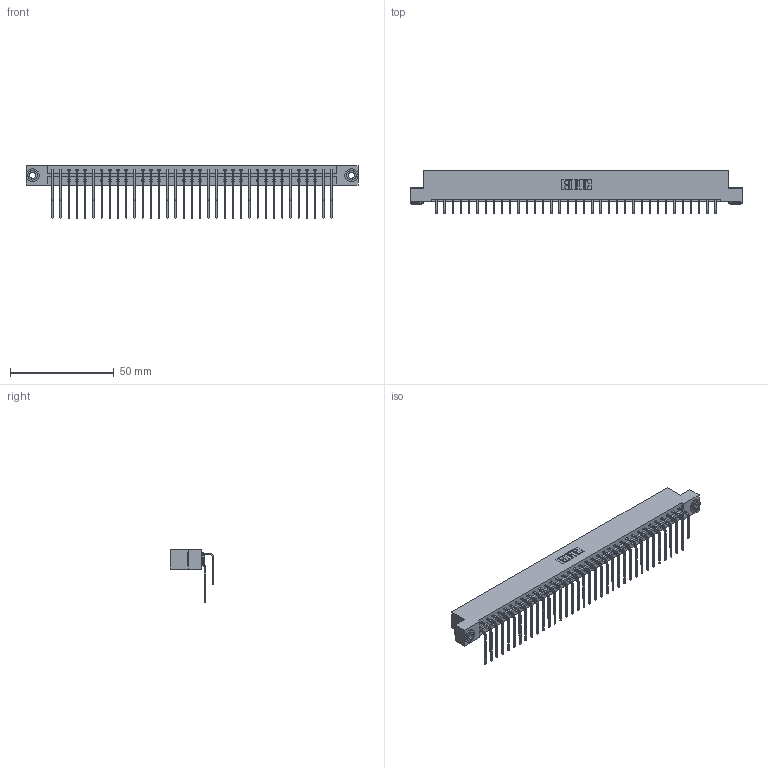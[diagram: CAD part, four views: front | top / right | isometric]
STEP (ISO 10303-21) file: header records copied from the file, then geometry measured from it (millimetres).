
FILE_DESCRIPTION (( 'STEP AP203' ), '1' );
FILE_NAME ('833-070-559-203.STEP', '2020-06-05T13:14:55', ( '' ), ( '' ), 'SwSTEP 2.0', 'SolidWorks 2020', '' );
FILE_SCHEMA (( 'CONFIG_CONTROL_DESIGN' ));
Length unit declared in the file: inch
Products named in the file (5): 833-070-559-203; 833 Part_Flush - .156 Dia - TH; 345-292-001_558 559 Tail - 1; 345-250-002_345-250-002-102; 345-292-001_559 Tail - 2
Assembly tree (73 placements, depth 2):
  833-070-559-203
    833 Part_Flush - .156 Dia - TH
    345-292-001_558 559 Tail - 1  x35
    345-292-001_559 Tail - 2  x35
    345-250-002_345-250-002-102  x2
Bounding box: 160.22 x 20.9 x 25.53 mm (x, y, z)
Volume: 16715.6 mm3; surface area: 21919.1 mm2
Topology: 73 solids, 73 shells, 3932 faces, 11657 edges, 7674 vertices
Faces by surface type: plane 2740, cylinder 1184, cone 8
Entity records: 25856 total; most frequent: CARTESIAN_POINT 4320, ORIENTED_EDGE 4198, DIRECTION 3717, EDGE_CURVE 2099, VECTOR 1907, LINE 1907, VERTEX_POINT 1394, AXIS2_PLACEMENT_3D 905
